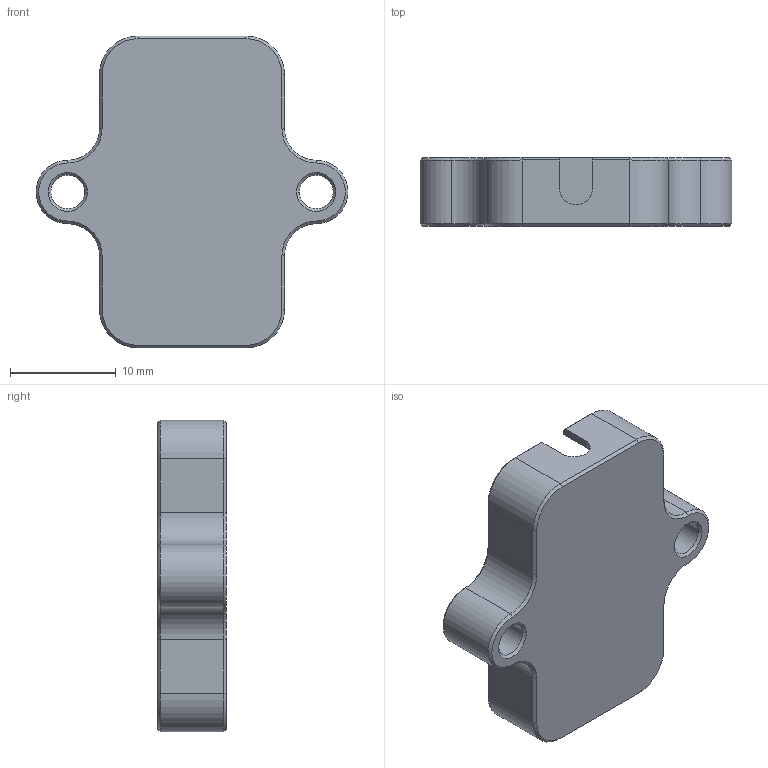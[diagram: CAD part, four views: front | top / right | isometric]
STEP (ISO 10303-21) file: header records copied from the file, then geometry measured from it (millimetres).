
FILE_DESCRIPTION((''),'2;1');
FILE_NAME('IZZE_IMU_V2_ENC','2019-05-15T12:24:40',('caleb'),(''),'CREO PARAMETRIC BY PTC INC, 2018190','CREO PARAMETRIC BY PTC INC, 2018190','');
FILE_SCHEMA(('CONFIG_CONTROL_DESIGN'));
Length unit declared in the file: millimetre
Products named in the file (1): IZZE_IMU_V2_ENC
Bounding box: 29.5 x 6.5 x 29.5 mm (x, y, z)
Volume: 1119 mm3; surface area: 2357 mm2
Topology: 1 solids, 1 shells, 86 faces, 209 edges, 126 vertices
Faces by surface type: plane 33, cone 28, cylinder 25
Entity records: 2538 total; most frequent: DIRECTION 460, CARTESIAN_POINT 421, ORIENTED_EDGE 418, EDGE_CURVE 209, AXIS2_PLACEMENT_3D 165, VECTOR 130, LINE 130, VERTEX_POINT 126
